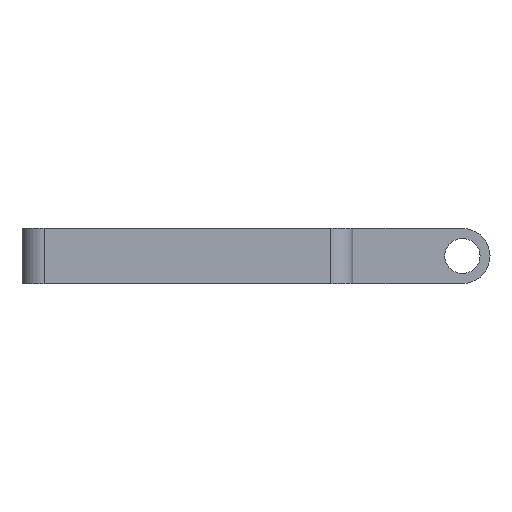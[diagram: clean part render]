
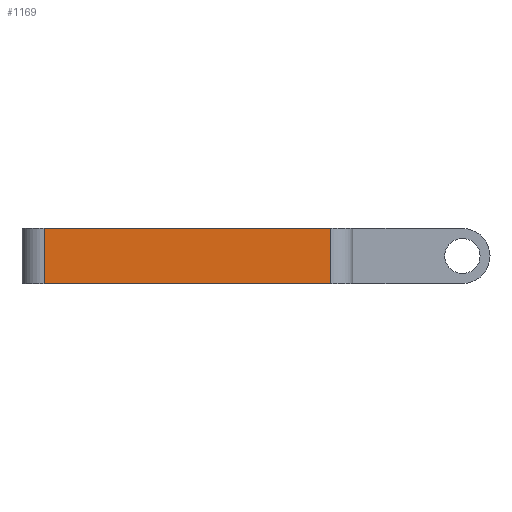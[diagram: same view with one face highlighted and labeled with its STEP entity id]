
A CAD part, left-side view. The second image highlights one B-rep face of the part: STEP entity #1169.
In plain terms, the highlighted planar face has unit normal (-1, 0, 0).
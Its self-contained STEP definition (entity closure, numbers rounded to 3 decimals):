
#120 = CARTESIAN_POINT ( 'NONE',  ( -18., 13., 0. ) ) ;
#220 = CARTESIAN_POINT ( 'NONE',  ( -18., 0., 5. ) ) ;
#291 = DIRECTION ( 'NONE',  ( 0., -1., 0. ) ) ;
#295 = CARTESIAN_POINT ( 'NONE',  ( -18., 13., 0. ) ) ;
#376 = DIRECTION ( 'NONE',  ( 0., -1., 0. ) ) ;
#399 = AXIS2_PLACEMENT_3D ( 'NONE', #220, #460, #1191 ) ;
#409 = CARTESIAN_POINT ( 'NONE',  ( -18., -13., 5. ) ) ;
#432 = VECTOR ( 'NONE', #1360, 1000. ) ;
#460 = DIRECTION ( 'NONE',  ( 1., 0., 0. ) ) ;
#475 = VECTOR ( 'NONE', #672, 1000. ) ;
#519 = LINE ( 'NONE', #1116, #432 ) ;
#547 = LINE ( 'NONE', #295, #475 ) ;
#573 = ORIENTED_EDGE ( 'NONE', *, *, #758, .T. ) ;
#643 = LINE ( 'NONE', #1504, #1369 ) ;
#665 = VERTEX_POINT ( 'NONE', #120 ) ;
#672 = DIRECTION ( 'NONE',  ( 0., 0., -1. ) ) ;
#713 = PLANE ( 'NONE',  #399 ) ;
#758 = EDGE_CURVE ( 'NONE', #1411, #1358, #519, .T. ) ;
#782 = ORIENTED_EDGE ( 'NONE', *, *, #1421, .T. ) ;
#873 = EDGE_CURVE ( 'NONE', #665, #1411, #1336, .T. ) ;
#874 = ORIENTED_EDGE ( 'NONE', *, *, #873, .T. ) ;
#941 = VECTOR ( 'NONE', #376, 1000. ) ;
#1012 = EDGE_CURVE ( 'NONE', #1491, #1358, #643, .T. ) ;
#1051 = ORIENTED_EDGE ( 'NONE', *, *, #1012, .F. ) ;
#1116 = CARTESIAN_POINT ( 'NONE',  ( -18., -13., 5. ) ) ;
#1165 = EDGE_LOOP ( 'NONE', ( #874, #573, #1051, #782 ) ) ;
#1169 = ADVANCED_FACE ( 'NONE', ( #1174 ), #713, .F. ) ;
#1174 = FACE_OUTER_BOUND ( 'NONE', #1165, .T. ) ;
#1191 = DIRECTION ( 'NONE',  ( 0., 0., -1. ) ) ;
#1220 = CARTESIAN_POINT ( 'NONE',  ( -18., 0., 0. ) ) ;
#1268 = CARTESIAN_POINT ( 'NONE',  ( -18., -13., 0. ) ) ;
#1336 = LINE ( 'NONE', #1220, #941 ) ;
#1358 = VERTEX_POINT ( 'NONE', #409 ) ;
#1360 = DIRECTION ( 'NONE',  ( 0., 0., 1. ) ) ;
#1369 = VECTOR ( 'NONE', #291, 1000. ) ;
#1409 = CARTESIAN_POINT ( 'NONE',  ( -18., 13., 5. ) ) ;
#1411 = VERTEX_POINT ( 'NONE', #1268 ) ;
#1421 = EDGE_CURVE ( 'NONE', #1491, #665, #547, .T. ) ;
#1491 = VERTEX_POINT ( 'NONE', #1409 ) ;
#1504 = CARTESIAN_POINT ( 'NONE',  ( -18., 0., 5. ) ) ;
